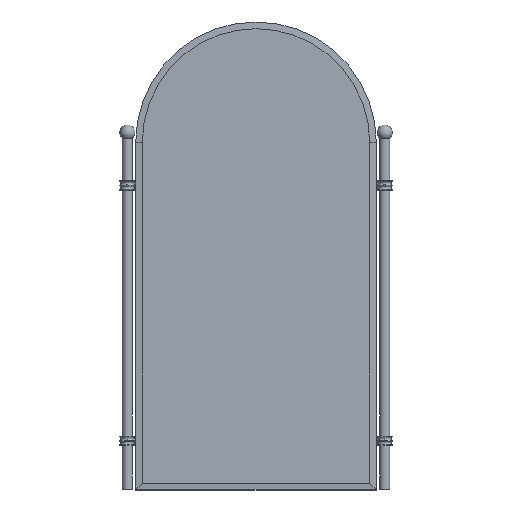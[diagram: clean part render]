
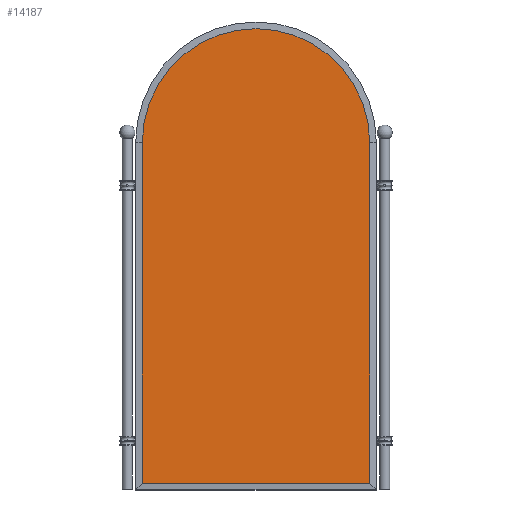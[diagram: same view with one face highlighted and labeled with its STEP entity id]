
A CAD part, top view. The second image highlights one B-rep face of the part: STEP entity #14187.
In plain terms, the highlighted planar face has unit normal (0, 0, 1).
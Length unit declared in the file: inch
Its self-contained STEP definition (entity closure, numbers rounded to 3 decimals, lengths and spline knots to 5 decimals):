
#352=DIRECTION('',(0.,1.,0.));
#353=VECTOR('',#352,25.5);
#354=CARTESIAN_POINT('',(8.5,-2.036,0.919));
#355=LINE('',#354,#353);
#356=DIRECTION('',(1.,0.,0.));
#357=VECTOR('',#356,17.);
#358=CARTESIAN_POINT('',(-8.5,-2.036,0.919));
#359=LINE('',#358,#357);
#360=DIRECTION('',(0.,-1.,0.));
#361=VECTOR('',#360,25.5);
#362=CARTESIAN_POINT('',(-8.5,23.464,0.919));
#363=LINE('',#362,#361);
#364=CARTESIAN_POINT('',(0.,23.464,0.919));
#365=DIRECTION('',(0.,0.,1.));
#366=DIRECTION('',(1.,0.,0.));
#367=AXIS2_PLACEMENT_3D('',#364,#365,#366);
#12702=CARTESIAN_POINT('',(8.5,-2.036,0.919));
#12703=CARTESIAN_POINT('',(8.5,23.464,0.919));
#12704=VERTEX_POINT('',#12702);
#12705=VERTEX_POINT('',#12703);
#12706=CARTESIAN_POINT('',(-8.5,23.464,0.919));
#12707=VERTEX_POINT('',#12706);
#12708=CARTESIAN_POINT('',(-8.5,-2.036,0.919));
#12709=VERTEX_POINT('',#12708);
#14173=CARTESIAN_POINT('',(0.,-2.536,0.919));
#14174=DIRECTION('',(0.,0.,1.));
#14175=DIRECTION('',(1.,0.,0.));
#14176=AXIS2_PLACEMENT_3D('',#14173,#14174,#14175);
#14177=PLANE('',#14176);
#14179=ORIENTED_EDGE('',*,*,#14178,.F.);
#14181=ORIENTED_EDGE('',*,*,#14180,.F.);
#14183=ORIENTED_EDGE('',*,*,#14182,.F.);
#14184=ORIENTED_EDGE('',*,*,#14163,.F.);
#14185=EDGE_LOOP('',(#14179,#14181,#14183,#14184));
#14186=FACE_OUTER_BOUND('',#14185,.F.);
#14187=ADVANCED_FACE('',(#14186),#14177,.T.);
#368=CIRCLE('',#367,8.5);
#14163=EDGE_CURVE('',#12705,#12707,#368,.T.);
#14178=EDGE_CURVE('',#12704,#12705,#355,.T.);
#14180=EDGE_CURVE('',#12709,#12704,#359,.T.);
#14182=EDGE_CURVE('',#12707,#12709,#363,.T.);
